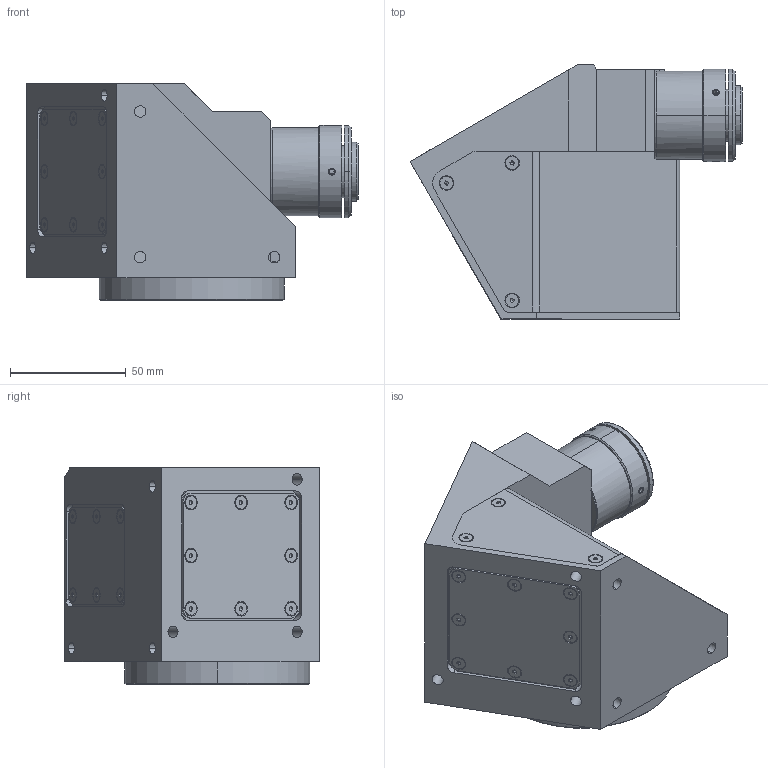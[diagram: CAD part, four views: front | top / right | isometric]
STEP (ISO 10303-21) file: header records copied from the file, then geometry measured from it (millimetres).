
FILE_DESCRIPTION (( 'STEP AP203' ), '1' );
FILE_NAME ('DP23950_TCCR23056.step', '2021-11-03T09:58:30', ( '' ), ( '' ), 'SwSTEP 2.0', 'SolidWorks 2021', '' );
FILE_SCHEMA (( 'CONFIG_CONTROL_DESIGN' ));
Length unit declared in the file: millimetre
Products named in the file (1): DP23950_TCCR23056
Bounding box: 143.63 x 110 x 93.6 mm (x, y, z)
Surface area: 71516.1 mm2 (no closed solid volume)
Topology: 0 solids, 48 shells, 416 faces, 1312 edges, 886 vertices
Faces by surface type: plane 213, cylinder 105, cone 96, sphere 2
Entity records: 14350 total; most frequent: CARTESIAN_POINT 2743, DIRECTION 2531, ORIENTED_EDGE 2001, EDGE_CURVE 1274, VERTEX_POINT 886, AXIS2_PLACEMENT_3D 852, VECTOR 827, LINE 827
